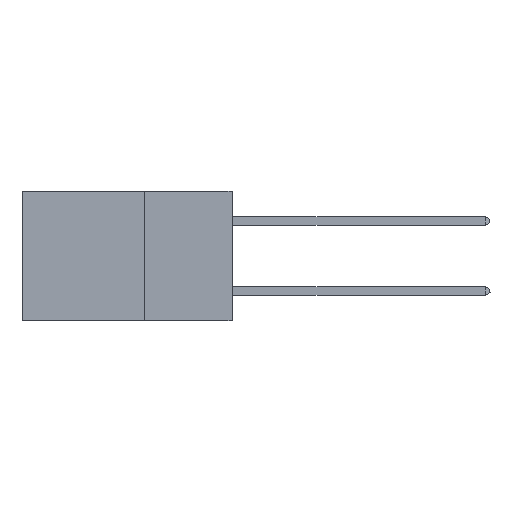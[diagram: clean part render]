
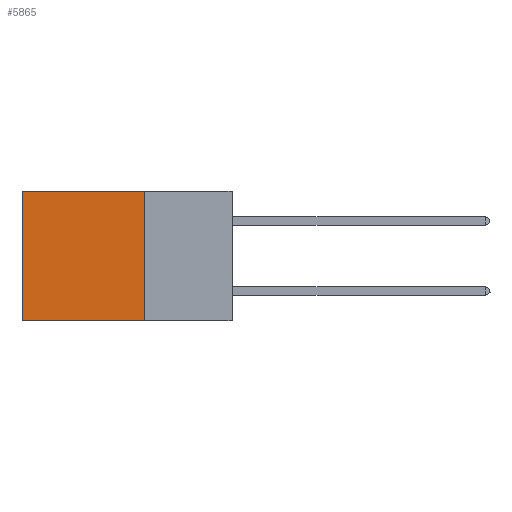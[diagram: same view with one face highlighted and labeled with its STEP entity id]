
A CAD part, left-side view. The second image highlights one B-rep face of the part: STEP entity #5865.
In plain terms, the highlighted planar face has unit normal (-1, 0, 0).
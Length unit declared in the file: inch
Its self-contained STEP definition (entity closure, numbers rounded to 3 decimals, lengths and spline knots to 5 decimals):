
#1519 = VERTEX_POINT ( 'NONE', #10921 ) ;
#2283 = EDGE_CURVE ( 'NONE', #13182, #24156, #16071, .T. ) ;
#4201 = LINE ( 'NONE', #8067, #19254 ) ;
#5010 = CARTESIAN_POINT ( 'NONE',  ( 0.2875, 0.25, 0. ) ) ;
#5103 = DIRECTION ( 'NONE',  ( 0., 0., -1. ) ) ;
#5448 = PLANE ( 'NONE',  #12228 ) ;
#5865 = ADVANCED_FACE ( 'NONE', ( #22206 ), #5448, .F. ) ;
#5877 = DIRECTION ( 'NONE',  ( 0., 1., 0. ) ) ;
#6284 = VECTOR ( 'NONE', #5877, 39.37008 ) ;
#8067 = CARTESIAN_POINT ( 'NONE',  ( 0.2875, 0.25, 0. ) ) ;
#9501 = EDGE_LOOP ( 'NONE', ( #12442, #17925, #15258, #19066 ) ) ;
#10637 = EDGE_CURVE ( 'NONE', #1519, #24156, #15304, .T. ) ;
#10819 = EDGE_CURVE ( 'NONE', #17353, #13182, #14949, .T. ) ;
#10921 = CARTESIAN_POINT ( 'NONE',  ( 0.2875, 0.25, -0.37 ) ) ;
#12180 = DIRECTION ( 'NONE',  ( 0., 0., -1. ) ) ;
#12228 = AXIS2_PLACEMENT_3D ( 'NONE', #17375, #25705, #5103 ) ;
#12442 = ORIENTED_EDGE ( 'NONE', *, *, #2283, .T. ) ;
#13106 = DIRECTION ( 'NONE',  ( 0., 1., 0. ) ) ;
#13182 = VERTEX_POINT ( 'NONE', #14694 ) ;
#14694 = CARTESIAN_POINT ( 'NONE',  ( 0.2875, 0.6, 0. ) ) ;
#14949 = LINE ( 'NONE', #15927, #6284 ) ;
#15180 = CARTESIAN_POINT ( 'NONE',  ( 0.2875, 0.25, -0.37 ) ) ;
#15258 = ORIENTED_EDGE ( 'NONE', *, *, #19900, .F. ) ;
#15304 = LINE ( 'NONE', #15180, #26077 ) ;
#15897 = DIRECTION ( 'NONE',  ( 0., 0., -1. ) ) ;
#15927 = CARTESIAN_POINT ( 'NONE',  ( 0.2875, 0.25, 0. ) ) ;
#16058 = CARTESIAN_POINT ( 'NONE',  ( 0.2875, 0.6, 0. ) ) ;
#16071 = LINE ( 'NONE', #16058, #23410 ) ;
#17353 = VERTEX_POINT ( 'NONE', #5010 ) ;
#17375 = CARTESIAN_POINT ( 'NONE',  ( 0.2875, 0.25, 0. ) ) ;
#17925 = ORIENTED_EDGE ( 'NONE', *, *, #10637, .F. ) ;
#19066 = ORIENTED_EDGE ( 'NONE', *, *, #10819, .T. ) ;
#19254 = VECTOR ( 'NONE', #12180, 39.37008 ) ;
#19900 = EDGE_CURVE ( 'NONE', #17353, #1519, #4201, .T. ) ;
#22206 = FACE_OUTER_BOUND ( 'NONE', #9501, .T. ) ;
#23410 = VECTOR ( 'NONE', #15897, 39.37008 ) ;
#24156 = VERTEX_POINT ( 'NONE', #24413 ) ;
#24413 = CARTESIAN_POINT ( 'NONE',  ( 0.2875, 0.6, -0.37 ) ) ;
#25705 = DIRECTION ( 'NONE',  ( 1., 0., 0. ) ) ;
#26077 = VECTOR ( 'NONE', #13106, 39.37008 ) ;
